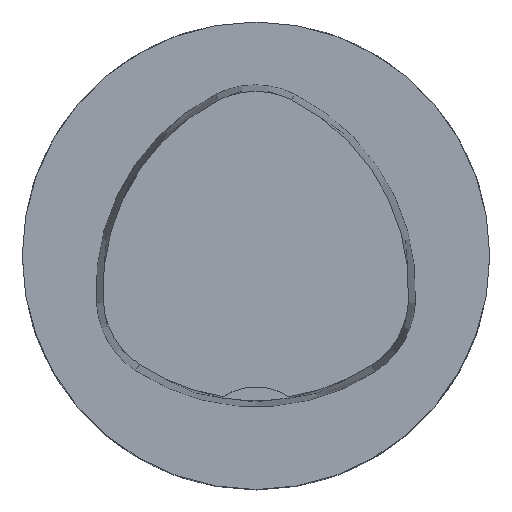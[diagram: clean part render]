
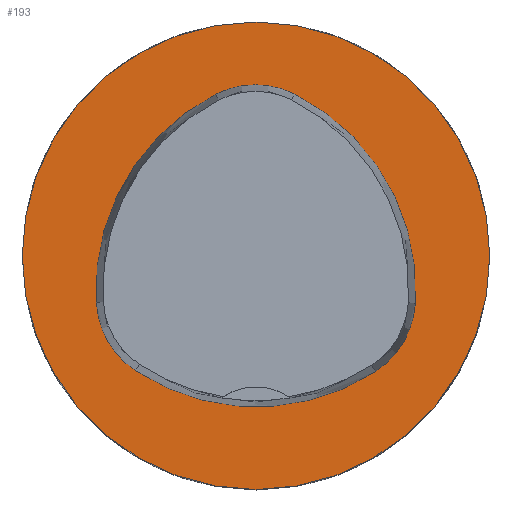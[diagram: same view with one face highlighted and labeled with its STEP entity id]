
A CAD part, top view. The second image highlights one B-rep face of the part: STEP entity #193.
In plain terms, the highlighted planar face has unit normal (0, 0, 1).
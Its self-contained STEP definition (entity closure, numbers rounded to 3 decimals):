
#75=PLANE('',#1235);
#193=ADVANCED_FACE('',(#281,#282),#75,.T.);
#218=CIRCLE('',#1126,16.);
#253=CIRCLE('',#1213,15.);
#255=CIRCLE('',#1216,6.);
#257=CIRCLE('',#1219,15.);
#259=CIRCLE('',#1222,6.);
#263=CIRCLE('',#1227,15.);
#265=CIRCLE('',#1230,6.);
#281=FACE_BOUND('',#350,.T.);
#282=FACE_BOUND('',#351,.T.);
#350=EDGE_LOOP('',(#809,#810,#811,#812,#813,#814));
#351=EDGE_LOOP('',(#815));
#809=ORIENTED_EDGE('',*,*,#1079,.T.);
#810=ORIENTED_EDGE('',*,*,#1059,.T.);
#811=ORIENTED_EDGE('',*,*,#1063,.T.);
#812=ORIENTED_EDGE('',*,*,#1066,.T.);
#813=ORIENTED_EDGE('',*,*,#1069,.T.);
#814=ORIENTED_EDGE('',*,*,#1077,.T.);
#815=ORIENTED_EDGE('',*,*,#963,.F.);
#858=VERTEX_POINT('',#1882);
#911=VERTEX_POINT('',#2229);
#912=VERTEX_POINT('',#2230);
#915=VERTEX_POINT('',#2238);
#917=VERTEX_POINT('',#2244);
#919=VERTEX_POINT('',#2250);
#926=VERTEX_POINT('',#2271);
#963=EDGE_CURVE('',#858,#858,#218,.T.);
#1059=EDGE_CURVE('',#911,#912,#253,.T.);
#1063=EDGE_CURVE('',#912,#915,#255,.T.);
#1066=EDGE_CURVE('',#915,#917,#257,.T.);
#1069=EDGE_CURVE('',#917,#919,#259,.T.);
#1077=EDGE_CURVE('',#919,#926,#263,.T.);
#1079=EDGE_CURVE('',#926,#911,#265,.T.);
#1126=AXIS2_PLACEMENT_3D('',#1881,#1261,#1262);
#1213=AXIS2_PLACEMENT_3D('',#2228,#1480,#1481);
#1216=AXIS2_PLACEMENT_3D('',#2237,#1488,#1489);
#1219=AXIS2_PLACEMENT_3D('',#2243,#1495,#1496);
#1222=AXIS2_PLACEMENT_3D('',#2249,#1502,#1503);
#1227=AXIS2_PLACEMENT_3D('',#2272,#1514,#1515);
#1230=AXIS2_PLACEMENT_3D('',#2275,#1520,#1521);
#1235=AXIS2_PLACEMENT_3D('',#2280,#1530,#1531);
#1261=DIRECTION('',(0.,0.,-1.));
#1262=DIRECTION('',(-1.,0.,0.));
#1480=DIRECTION('',(0.,0.,-1.));
#1481=DIRECTION('',(-1.,0.,0.));
#1488=DIRECTION('',(0.,0.,-1.));
#1489=DIRECTION('',(-1.,0.,0.));
#1495=DIRECTION('',(0.,0.,-1.));
#1496=DIRECTION('',(-1.,0.,0.));
#1502=DIRECTION('',(0.,0.,-1.));
#1503=DIRECTION('',(-1.,0.,0.));
#1514=DIRECTION('',(0.,0.,-1.));
#1515=DIRECTION('',(-1.,0.,0.));
#1520=DIRECTION('',(0.,0.,-1.));
#1521=DIRECTION('',(-1.,0.,0.));
#1530=DIRECTION('',(0.,0.,1.));
#1531=DIRECTION('',(1.,0.,0.));
#1881=CARTESIAN_POINT('',(0.,0.,0.));
#1882=CARTESIAN_POINT('',(-16.,0.,0.));
#2228=CARTESIAN_POINT('',(4.048,-2.316,0.));
#2229=CARTESIAN_POINT('',(-10.926,-3.206,0.));
#2230=CARTESIAN_POINT('',(-2.774,11.043,0.));
#2237=CARTESIAN_POINT('',(-0.045,5.7,0.));
#2238=CARTESIAN_POINT('',(2.638,11.066,0.));
#2243=CARTESIAN_POINT('',(-4.07,-2.35,0.));
#2244=CARTESIAN_POINT('',(10.903,-3.249,0.));
#2249=CARTESIAN_POINT('',(4.914,-2.889,0.));
#2250=CARTESIAN_POINT('',(8.177,-7.924,0.));
#2271=CARTESIAN_POINT('',(-8.24,-7.859,0.));
#2272=CARTESIAN_POINT('',(0.019,4.663,0.));
#2275=CARTESIAN_POINT('',(-4.936,-2.85,0.));
#2280=CARTESIAN_POINT('',(0.,0.,0.));
